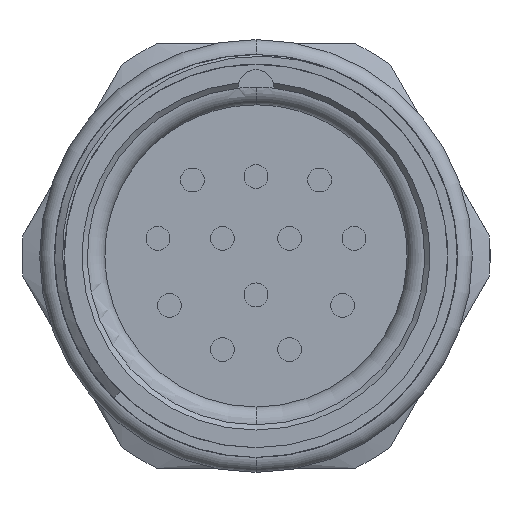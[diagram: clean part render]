
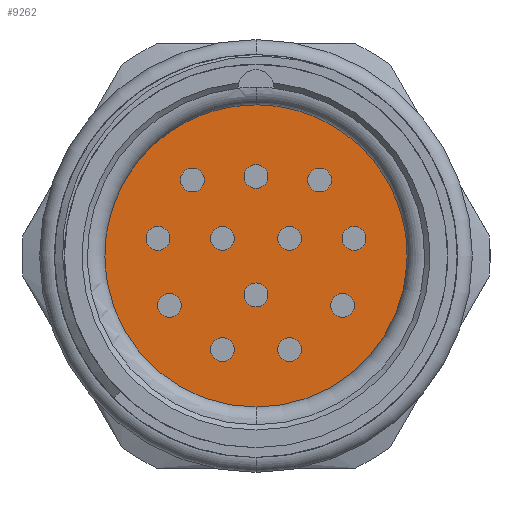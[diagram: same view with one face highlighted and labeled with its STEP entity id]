
A CAD part, left-side view. The second image highlights one B-rep face of the part: STEP entity #9262.
In plain terms, the highlighted planar face has unit normal (-1, 0, 0).
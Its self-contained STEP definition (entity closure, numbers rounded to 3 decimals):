
#2685=CARTESIAN_POINT('',(9.,0.,0.));
#2686=DIRECTION('',(-1.,0.,0.));
#2687=DIRECTION('',(0.,0.,-1.));
#2688=AXIS2_PLACEMENT_3D('',#2685,#2686,#2687);
#2690=CARTESIAN_POINT('',(9.,0.,0.));
#2691=DIRECTION('',(-1.,0.,0.));
#2692=DIRECTION('',(0.,0.,1.));
#2693=AXIS2_PLACEMENT_3D('',#2690,#2691,#2692);
#2695=CARTESIAN_POINT('',(9.,5.55,1.));
#2696=DIRECTION('',(1.,0.,0.));
#2697=DIRECTION('',(0.,0.,-1.));
#2698=AXIS2_PLACEMENT_3D('',#2695,#2696,#2697);
#2700=CARTESIAN_POINT('',(9.,5.55,1.));
#2701=DIRECTION('',(1.,0.,0.));
#2702=DIRECTION('',(0.,0.,1.));
#2703=AXIS2_PLACEMENT_3D('',#2700,#2701,#2702);
#2705=CARTESIAN_POINT('',(9.,1.9,1.));
#2706=DIRECTION('',(1.,0.,0.));
#2707=DIRECTION('',(0.,0.,-1.));
#2708=AXIS2_PLACEMENT_3D('',#2705,#2706,#2707);
#2710=CARTESIAN_POINT('',(9.,1.9,1.));
#2711=DIRECTION('',(1.,0.,0.));
#2712=DIRECTION('',(0.,0.,1.));
#2713=AXIS2_PLACEMENT_3D('',#2710,#2711,#2712);
#2715=CARTESIAN_POINT('',(9.,0.,-2.2));
#2716=DIRECTION('',(1.,0.,0.));
#2717=DIRECTION('',(0.,0.,-1.));
#2718=AXIS2_PLACEMENT_3D('',#2715,#2716,#2717);
#2720=CARTESIAN_POINT('',(9.,0.,-2.2));
#2721=DIRECTION('',(1.,0.,0.));
#2722=DIRECTION('',(0.,0.,1.));
#2723=AXIS2_PLACEMENT_3D('',#2720,#2721,#2722);
#2725=CARTESIAN_POINT('',(9.,-4.9,-2.8));
#2726=DIRECTION('',(1.,0.,0.));
#2727=DIRECTION('',(0.,0.,-1.));
#2728=AXIS2_PLACEMENT_3D('',#2725,#2726,#2727);
#2730=CARTESIAN_POINT('',(9.,-4.9,-2.8));
#2731=DIRECTION('',(1.,0.,0.));
#2732=DIRECTION('',(0.,0.,1.));
#2733=AXIS2_PLACEMENT_3D('',#2730,#2731,#2732);
#2735=CARTESIAN_POINT('',(9.,-1.9,1.));
#2736=DIRECTION('',(1.,0.,0.));
#2737=DIRECTION('',(0.,0.,-1.));
#2738=AXIS2_PLACEMENT_3D('',#2735,#2736,#2737);
#2740=CARTESIAN_POINT('',(9.,-1.9,1.));
#2741=DIRECTION('',(1.,0.,0.));
#2742=DIRECTION('',(0.,0.,1.));
#2743=AXIS2_PLACEMENT_3D('',#2740,#2741,#2742);
#2745=CARTESIAN_POINT('',(9.,-5.55,1.));
#2746=DIRECTION('',(1.,0.,0.));
#2747=DIRECTION('',(0.,0.,-1.));
#2748=AXIS2_PLACEMENT_3D('',#2745,#2746,#2747);
#2750=CARTESIAN_POINT('',(9.,-5.55,1.));
#2751=DIRECTION('',(1.,0.,0.));
#2752=DIRECTION('',(0.,0.,1.));
#2753=AXIS2_PLACEMENT_3D('',#2750,#2751,#2752);
#2755=CARTESIAN_POINT('',(9.,-3.6,4.3));
#2756=DIRECTION('',(1.,0.,0.));
#2757=DIRECTION('',(0.,0.,-1.));
#2758=AXIS2_PLACEMENT_3D('',#2755,#2756,#2757);
#2760=CARTESIAN_POINT('',(9.,-3.6,4.3));
#2761=DIRECTION('',(1.,0.,0.));
#2762=DIRECTION('',(0.,0.,1.));
#2763=AXIS2_PLACEMENT_3D('',#2760,#2761,#2762);
#2765=CARTESIAN_POINT('',(9.,0.,4.5));
#2766=DIRECTION('',(1.,0.,0.));
#2767=DIRECTION('',(0.,0.,-1.));
#2768=AXIS2_PLACEMENT_3D('',#2765,#2766,#2767);
#2770=CARTESIAN_POINT('',(9.,0.,4.5));
#2771=DIRECTION('',(1.,0.,0.));
#2772=DIRECTION('',(0.,0.,1.));
#2773=AXIS2_PLACEMENT_3D('',#2770,#2771,#2772);
#2775=CARTESIAN_POINT('',(9.,4.9,-2.8));
#2776=DIRECTION('',(1.,0.,0.));
#2777=DIRECTION('',(0.,0.,-1.));
#2778=AXIS2_PLACEMENT_3D('',#2775,#2776,#2777);
#2780=CARTESIAN_POINT('',(9.,4.9,-2.8));
#2781=DIRECTION('',(1.,0.,0.));
#2782=DIRECTION('',(0.,0.,1.));
#2783=AXIS2_PLACEMENT_3D('',#2780,#2781,#2782);
#2785=CARTESIAN_POINT('',(9.,1.9,-5.3));
#2786=DIRECTION('',(1.,0.,0.));
#2787=DIRECTION('',(0.,0.,-1.));
#2788=AXIS2_PLACEMENT_3D('',#2785,#2786,#2787);
#2790=CARTESIAN_POINT('',(9.,1.9,-5.3));
#2791=DIRECTION('',(1.,0.,0.));
#2792=DIRECTION('',(0.,0.,1.));
#2793=AXIS2_PLACEMENT_3D('',#2790,#2791,#2792);
#2795=CARTESIAN_POINT('',(9.,-1.9,-5.3));
#2796=DIRECTION('',(1.,0.,0.));
#2797=DIRECTION('',(0.,0.,-1.));
#2798=AXIS2_PLACEMENT_3D('',#2795,#2796,#2797);
#2800=CARTESIAN_POINT('',(9.,-1.9,-5.3));
#2801=DIRECTION('',(1.,0.,0.));
#2802=DIRECTION('',(0.,0.,1.));
#2803=AXIS2_PLACEMENT_3D('',#2800,#2801,#2802);
#2805=CARTESIAN_POINT('',(9.,3.6,4.3));
#2806=DIRECTION('',(1.,0.,0.));
#2807=DIRECTION('',(0.,0.,-1.));
#2808=AXIS2_PLACEMENT_3D('',#2805,#2806,#2807);
#2810=CARTESIAN_POINT('',(9.,3.6,4.3));
#2811=DIRECTION('',(1.,0.,0.));
#2812=DIRECTION('',(0.,0.,1.));
#2813=AXIS2_PLACEMENT_3D('',#2810,#2811,#2812);
#3253=CARTESIAN_POINT('',(9.,3.6,3.625));
#3255=VERTEX_POINT('',#3253);
#3262=CARTESIAN_POINT('',(9.,0.,-9.55));
#3264=VERTEX_POINT('',#3262);
#3275=CARTESIAN_POINT('',(9.,0.,-2.875));
#3276=CARTESIAN_POINT('',(9.,0.,-1.525));
#3277=VERTEX_POINT('',#3275);
#3278=VERTEX_POINT('',#3276);
#3318=CARTESIAN_POINT('',(9.,1.9,-4.625));
#3319=CARTESIAN_POINT('',(9.,1.9,-5.975));
#3320=VERTEX_POINT('',#3318);
#3321=VERTEX_POINT('',#3319);
#3372=CARTESIAN_POINT('',(9.,-1.9,1.675));
#3374=VERTEX_POINT('',#3372);
#3380=CARTESIAN_POINT('',(9.,0.,3.825));
#3382=VERTEX_POINT('',#3380);
#3477=CARTESIAN_POINT('',(9.,-1.9,0.325));
#3479=VERTEX_POINT('',#3477);
#3481=CARTESIAN_POINT('',(9.,0.,9.55));
#3482=VERTEX_POINT('',#3481);
#3485=CARTESIAN_POINT('',(9.,5.55,0.325));
#3487=VERTEX_POINT('',#3485);
#3503=CARTESIAN_POINT('',(9.,5.55,1.675));
#3505=VERTEX_POINT('',#3503);
#3539=CARTESIAN_POINT('',(9.,4.9,-3.475));
#3540=CARTESIAN_POINT('',(9.,4.9,-2.125));
#3541=VERTEX_POINT('',#3539);
#3542=VERTEX_POINT('',#3540);
#3575=CARTESIAN_POINT('',(9.,0.,5.175));
#3576=VERTEX_POINT('',#3575);
#3591=CARTESIAN_POINT('',(9.,1.9,1.675));
#3592=VERTEX_POINT('',#3591);
#3610=CARTESIAN_POINT('',(9.,-3.6,3.625));
#3611=CARTESIAN_POINT('',(9.,-3.6,4.975));
#3612=VERTEX_POINT('',#3610);
#3613=VERTEX_POINT('',#3611);
#3647=CARTESIAN_POINT('',(9.,-5.55,0.325));
#3648=CARTESIAN_POINT('',(9.,-5.55,1.675));
#3649=VERTEX_POINT('',#3647);
#3650=VERTEX_POINT('',#3648);
#3655=CARTESIAN_POINT('',(9.,3.6,4.975));
#3656=VERTEX_POINT('',#3655);
#3682=CARTESIAN_POINT('',(9.,1.9,0.325));
#3683=VERTEX_POINT('',#3682);
#3696=CARTESIAN_POINT('',(9.,-4.9,-2.125));
#3697=CARTESIAN_POINT('',(9.,-4.9,-3.475));
#3698=VERTEX_POINT('',#3696);
#3699=VERTEX_POINT('',#3697);
#3702=CARTESIAN_POINT('',(9.,-1.9,-4.625));
#3703=VERTEX_POINT('',#3702);
#3708=CARTESIAN_POINT('',(9.,-1.9,-5.975));
#3709=VERTEX_POINT('',#3708);
#9181=CARTESIAN_POINT('',(9.,9.55,0.));
#9182=DIRECTION('',(1.,0.,0.));
#9183=DIRECTION('',(0.,0.,-1.));
#9184=AXIS2_PLACEMENT_3D('',#9181,#9182,#9183);
#9185=PLANE('',#9184);
#9186=ORIENTED_EDGE('',*,*,#9170,.F.);
#9187=ORIENTED_EDGE('',*,*,#9158,.F.);
#9188=EDGE_LOOP('',(#9186,#9187));
#9189=FACE_OUTER_BOUND('',#9188,.F.);
#9191=ORIENTED_EDGE('',*,*,#9190,.F.);
#9193=ORIENTED_EDGE('',*,*,#9192,.F.);
#9194=EDGE_LOOP('',(#9191,#9193));
#9195=FACE_BOUND('',#9194,.F.);
#9197=ORIENTED_EDGE('',*,*,#9196,.F.);
#9199=ORIENTED_EDGE('',*,*,#9198,.F.);
#9200=EDGE_LOOP('',(#9197,#9199));
#9201=FACE_BOUND('',#9200,.F.);
#9203=ORIENTED_EDGE('',*,*,#9202,.F.);
#9205=ORIENTED_EDGE('',*,*,#9204,.F.);
#9206=EDGE_LOOP('',(#9203,#9205));
#9207=FACE_BOUND('',#9206,.F.);
#9209=ORIENTED_EDGE('',*,*,#9208,.F.);
#9211=ORIENTED_EDGE('',*,*,#9210,.F.);
#9212=EDGE_LOOP('',(#9209,#9211));
#9213=FACE_BOUND('',#9212,.F.);
#9215=ORIENTED_EDGE('',*,*,#9214,.F.);
#9217=ORIENTED_EDGE('',*,*,#9216,.F.);
#9218=EDGE_LOOP('',(#9215,#9217));
#9219=FACE_BOUND('',#9218,.F.);
#9221=ORIENTED_EDGE('',*,*,#9220,.F.);
#9223=ORIENTED_EDGE('',*,*,#9222,.F.);
#9224=EDGE_LOOP('',(#9221,#9223));
#9225=FACE_BOUND('',#9224,.F.);
#9227=ORIENTED_EDGE('',*,*,#9226,.F.);
#9229=ORIENTED_EDGE('',*,*,#9228,.F.);
#9230=EDGE_LOOP('',(#9227,#9229));
#9231=FACE_BOUND('',#9230,.F.);
#9233=ORIENTED_EDGE('',*,*,#9232,.F.);
#9235=ORIENTED_EDGE('',*,*,#9234,.F.);
#9236=EDGE_LOOP('',(#9233,#9235));
#9237=FACE_BOUND('',#9236,.F.);
#9239=ORIENTED_EDGE('',*,*,#9238,.F.);
#9241=ORIENTED_EDGE('',*,*,#9240,.F.);
#9242=EDGE_LOOP('',(#9239,#9241));
#9243=FACE_BOUND('',#9242,.F.);
#9245=ORIENTED_EDGE('',*,*,#9244,.F.);
#9247=ORIENTED_EDGE('',*,*,#9246,.F.);
#9248=EDGE_LOOP('',(#9245,#9247));
#9249=FACE_BOUND('',#9248,.F.);
#9251=ORIENTED_EDGE('',*,*,#9250,.F.);
#9253=ORIENTED_EDGE('',*,*,#9252,.F.);
#9254=EDGE_LOOP('',(#9251,#9253));
#9255=FACE_BOUND('',#9254,.F.);
#9257=ORIENTED_EDGE('',*,*,#9256,.F.);
#9259=ORIENTED_EDGE('',*,*,#9258,.F.);
#9260=EDGE_LOOP('',(#9257,#9259));
#9261=FACE_BOUND('',#9260,.F.);
#9262=ADVANCED_FACE('',(#9189,#9195,#9201,#9207,#9213,#9219,#9225,#9231,#9237,
#9243,#9249,#9255,#9261),#9185,.F.);
#2689=CIRCLE('',#2688,9.55);
#2694=CIRCLE('',#2693,9.55);
#2699=CIRCLE('',#2698,0.675);
#2704=CIRCLE('',#2703,0.675);
#2709=CIRCLE('',#2708,0.675);
#2714=CIRCLE('',#2713,0.675);
#2719=CIRCLE('',#2718,0.675);
#2724=CIRCLE('',#2723,0.675);
#2729=CIRCLE('',#2728,0.675);
#2734=CIRCLE('',#2733,0.675);
#2739=CIRCLE('',#2738,0.675);
#2744=CIRCLE('',#2743,0.675);
#2749=CIRCLE('',#2748,0.675);
#2754=CIRCLE('',#2753,0.675);
#2759=CIRCLE('',#2758,0.675);
#2764=CIRCLE('',#2763,0.675);
#2769=CIRCLE('',#2768,0.675);
#2774=CIRCLE('',#2773,0.675);
#2779=CIRCLE('',#2778,0.675);
#2784=CIRCLE('',#2783,0.675);
#2789=CIRCLE('',#2788,0.675);
#2794=CIRCLE('',#2793,0.675);
#2799=CIRCLE('',#2798,0.675);
#2804=CIRCLE('',#2803,0.675);
#2809=CIRCLE('',#2808,0.675);
#2814=CIRCLE('',#2813,0.675);
#9158=EDGE_CURVE('',#3482,#3264,#2694,.T.);
#9170=EDGE_CURVE('',#3264,#3482,#2689,.T.);
#9190=EDGE_CURVE('',#3487,#3505,#2699,.T.);
#9192=EDGE_CURVE('',#3505,#3487,#2704,.T.);
#9196=EDGE_CURVE('',#3683,#3592,#2709,.T.);
#9198=EDGE_CURVE('',#3592,#3683,#2714,.T.);
#9202=EDGE_CURVE('',#3277,#3278,#2719,.T.);
#9204=EDGE_CURVE('',#3278,#3277,#2724,.T.);
#9208=EDGE_CURVE('',#3699,#3698,#2729,.T.);
#9210=EDGE_CURVE('',#3698,#3699,#2734,.T.);
#9214=EDGE_CURVE('',#3479,#3374,#2739,.T.);
#9216=EDGE_CURVE('',#3374,#3479,#2744,.T.);
#9220=EDGE_CURVE('',#3649,#3650,#2749,.T.);
#9222=EDGE_CURVE('',#3650,#3649,#2754,.T.);
#9226=EDGE_CURVE('',#3612,#3613,#2759,.T.);
#9228=EDGE_CURVE('',#3613,#3612,#2764,.T.);
#9232=EDGE_CURVE('',#3382,#3576,#2769,.T.);
#9234=EDGE_CURVE('',#3576,#3382,#2774,.T.);
#9238=EDGE_CURVE('',#3541,#3542,#2779,.T.);
#9240=EDGE_CURVE('',#3542,#3541,#2784,.T.);
#9244=EDGE_CURVE('',#3321,#3320,#2789,.T.);
#9246=EDGE_CURVE('',#3320,#3321,#2794,.T.);
#9250=EDGE_CURVE('',#3709,#3703,#2799,.T.);
#9252=EDGE_CURVE('',#3703,#3709,#2804,.T.);
#9256=EDGE_CURVE('',#3255,#3656,#2809,.T.);
#9258=EDGE_CURVE('',#3656,#3255,#2814,.T.);
